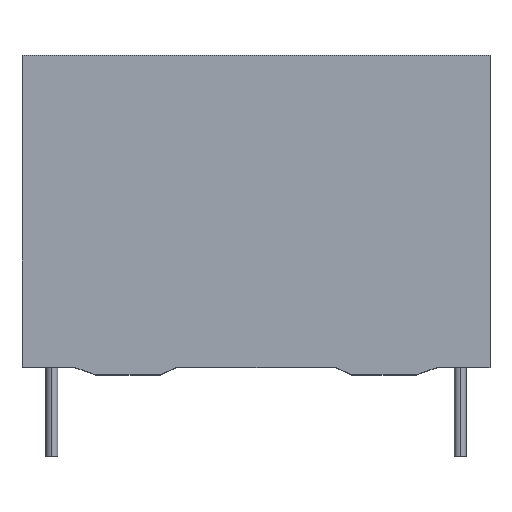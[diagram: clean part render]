
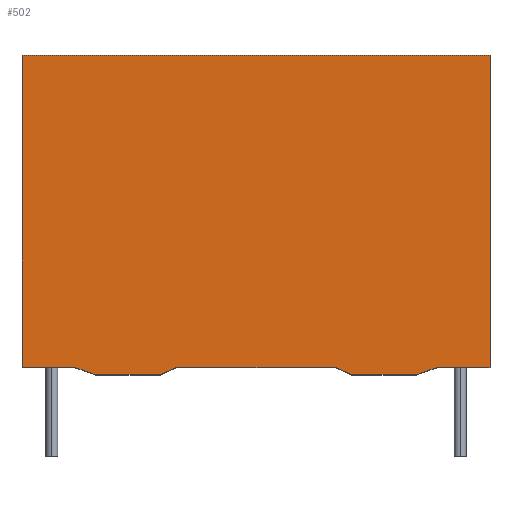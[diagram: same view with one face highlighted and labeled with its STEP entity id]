
A CAD part, top view. The second image highlights one B-rep face of the part: STEP entity #502.
In plain terms, the highlighted planar face has unit normal (0, 0, 1).
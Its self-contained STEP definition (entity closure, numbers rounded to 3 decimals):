
#12 = EDGE_CURVE ( 'NONE', #463, #990, #243, .T. ) ;
#19 = EDGE_CURVE ( 'NONE', #379, #699, #945, .T. ) ;
#25 = CARTESIAN_POINT ( 'NONE',  ( 15.75, 10.75, 6.25 ) ) ;
#33 = VECTOR ( 'NONE', #300, 1000. ) ;
#44 = EDGE_CURVE ( 'NONE', #82, #711, #842, .T. ) ;
#82 = VERTEX_POINT ( 'NONE', #881 ) ;
#102 = CARTESIAN_POINT ( 'NONE',  ( 15.75, -10.75, 6.25 ) ) ;
#111 = VECTOR ( 'NONE', #114, 1000. ) ;
#114 = DIRECTION ( 'NONE',  ( 0., -1., 0. ) ) ;
#124 = DIRECTION ( 'NONE',  ( 0., -1., 0. ) ) ;
#125 = CARTESIAN_POINT ( 'NONE',  ( -10.805, -10.75, 6.25 ) ) ;
#131 = CARTESIAN_POINT ( 'NONE',  ( -15.75, -10.25, 6.25 ) ) ;
#176 = LINE ( 'NONE', #681, #642 ) ;
#210 = VERTEX_POINT ( 'NONE', #125 ) ;
#212 = AXIS2_PLACEMENT_3D ( 'NONE', #340, #1003, #437 ) ;
#243 = LINE ( 'NONE', #431, #522 ) ;
#252 = EDGE_CURVE ( 'NONE', #943, #332, #856, .T. ) ;
#254 = CARTESIAN_POINT ( 'NONE',  ( 15.75, -10.25, 6.25 ) ) ;
#262 = DIRECTION ( 'NONE',  ( 0.941, 0.338, 0. ) ) ;
#290 = EDGE_CURVE ( 'NONE', #990, #82, #508, .T. ) ;
#292 = CARTESIAN_POINT ( 'NONE',  ( 15.75, -10.25, 6.25 ) ) ;
#300 = DIRECTION ( 'NONE',  ( 1., 0., 0. ) ) ;
#304 = CARTESIAN_POINT ( 'NONE',  ( 5.863, -16.744, 6.25 ) ) ;
#326 = LINE ( 'NONE', #857, #111 ) ;
#332 = VERTEX_POINT ( 'NONE', #887 ) ;
#340 = CARTESIAN_POINT ( 'NONE',  ( 15.75, 10.75, 6.25 ) ) ;
#351 = ORIENTED_EDGE ( 'NONE', *, *, #12, .T. ) ;
#354 = PLANE ( 'NONE',  #212 ) ;
#356 = ORIENTED_EDGE ( 'NONE', *, *, #568, .T. ) ;
#366 = VECTOR ( 'NONE', #843, 1000. ) ;
#374 = EDGE_LOOP ( 'NONE', ( #356, #891, #771, #590, #674, #596, #528, #777, #351, #772, #743, #633 ) ) ;
#379 = VERTEX_POINT ( 'NONE', #890 ) ;
#394 = VECTOR ( 'NONE', #124, 1000. ) ;
#431 = CARTESIAN_POINT ( 'NONE',  ( 20.037, 1.445, 6.25 ) ) ;
#437 = DIRECTION ( 'NONE',  ( 0., 1., 0. ) ) ;
#462 = CARTESIAN_POINT ( 'NONE',  ( 10.805, -10.75, 6.25 ) ) ;
#463 = VERTEX_POINT ( 'NONE', #503 ) ;
#467 = LINE ( 'NONE', #102, #687 ) ;
#493 = CARTESIAN_POINT ( 'NONE',  ( 6.43, -10.75, 6.25 ) ) ;
#502 = ADVANCED_FACE ( 'NONE', ( #718 ), #354, .F. ) ;
#503 = CARTESIAN_POINT ( 'NONE',  ( -6.43, -10.75, 6.25 ) ) ;
#504 = EDGE_CURVE ( 'NONE', #852, #711, #176, .T. ) ;
#508 = LINE ( 'NONE', #292, #929 ) ;
#522 = VECTOR ( 'NONE', #1011, 1000. ) ;
#526 = LINE ( 'NONE', #1046, #33 ) ;
#528 = ORIENTED_EDGE ( 'NONE', *, *, #1025, .T. ) ;
#548 = VERTEX_POINT ( 'NONE', #588 ) ;
#568 = EDGE_CURVE ( 'NONE', #852, #649, #996, .T. ) ;
#570 = CARTESIAN_POINT ( 'NONE',  ( 15.75, 10.75, 6.25 ) ) ;
#588 = CARTESIAN_POINT ( 'NONE',  ( -15.75, 10.75, 6.25 ) ) ;
#590 = ORIENTED_EDGE ( 'NONE', *, *, #697, .T. ) ;
#593 = EDGE_CURVE ( 'NONE', #548, #943, #326, .T. ) ;
#596 = ORIENTED_EDGE ( 'NONE', *, *, #252, .T. ) ;
#608 = DIRECTION ( 'NONE',  ( 1., 0., 0. ) ) ;
#633 = ORIENTED_EDGE ( 'NONE', *, *, #504, .F. ) ;
#639 = VECTOR ( 'NONE', #906, 1000. ) ;
#642 = VECTOR ( 'NONE', #916, 1000. ) ;
#649 = VERTEX_POINT ( 'NONE', #661 ) ;
#661 = CARTESIAN_POINT ( 'NONE',  ( 12.195, -10.25, 6.25 ) ) ;
#674 = ORIENTED_EDGE ( 'NONE', *, *, #593, .T. ) ;
#676 = CARTESIAN_POINT ( 'NONE',  ( 22.03, -6.713, 6.25 ) ) ;
#681 = CARTESIAN_POINT ( 'NONE',  ( 15.75, -10.75, 6.25 ) ) ;
#687 = VECTOR ( 'NONE', #1013, 1000. ) ;
#692 = VECTOR ( 'NONE', #961, 1000. ) ;
#697 = EDGE_CURVE ( 'NONE', #379, #548, #812, .T. ) ;
#699 = VERTEX_POINT ( 'NONE', #254 ) ;
#711 = VERTEX_POINT ( 'NONE', #493 ) ;
#715 = DIRECTION ( 'NONE',  ( 1., 0., 0. ) ) ;
#718 = FACE_OUTER_BOUND ( 'NONE', #374, .T. ) ;
#743 = ORIENTED_EDGE ( 'NONE', *, *, #44, .T. ) ;
#757 = CARTESIAN_POINT ( 'NONE',  ( 5.947, -10.527, 6.25 ) ) ;
#771 = ORIENTED_EDGE ( 'NONE', *, *, #19, .F. ) ;
#772 = ORIENTED_EDGE ( 'NONE', *, *, #290, .T. ) ;
#774 = EDGE_CURVE ( 'NONE', #463, #210, #467, .T. ) ;
#777 = ORIENTED_EDGE ( 'NONE', *, *, #774, .F. ) ;
#778 = CARTESIAN_POINT ( 'NONE',  ( 15.75, -10.25, 6.25 ) ) ;
#783 = VECTOR ( 'NONE', #262, 1000. ) ;
#796 = CARTESIAN_POINT ( 'NONE',  ( -5.345, -10.25, 6.25 ) ) ;
#805 = VECTOR ( 'NONE', #608, 1000. ) ;
#812 = LINE ( 'NONE', #570, #639 ) ;
#842 = LINE ( 'NONE', #757, #366 ) ;
#843 = DIRECTION ( 'NONE',  ( 0.908, -0.418, 0. ) ) ;
#852 = VERTEX_POINT ( 'NONE', #462 ) ;
#856 = LINE ( 'NONE', #778, #805 ) ;
#857 = CARTESIAN_POINT ( 'NONE',  ( -15.75, 10.75, 6.25 ) ) ;
#881 = CARTESIAN_POINT ( 'NONE',  ( 5.345, -10.25, 6.25 ) ) ;
#887 = CARTESIAN_POINT ( 'NONE',  ( -12.195, -10.25, 6.25 ) ) ;
#890 = CARTESIAN_POINT ( 'NONE',  ( 15.75, 10.75, 6.25 ) ) ;
#891 = ORIENTED_EDGE ( 'NONE', *, *, #951, .T. ) ;
#906 = DIRECTION ( 'NONE',  ( -1., 0., 0. ) ) ;
#907 = LINE ( 'NONE', #304, #692 ) ;
#916 = DIRECTION ( 'NONE',  ( -1., 0., 0. ) ) ;
#929 = VECTOR ( 'NONE', #715, 1000. ) ;
#943 = VERTEX_POINT ( 'NONE', #131 ) ;
#945 = LINE ( 'NONE', #25, #394 ) ;
#951 = EDGE_CURVE ( 'NONE', #649, #699, #526, .T. ) ;
#961 = DIRECTION ( 'NONE',  ( 0.941, -0.338, 0. ) ) ;
#990 = VERTEX_POINT ( 'NONE', #796 ) ;
#996 = LINE ( 'NONE', #676, #783 ) ;
#1003 = DIRECTION ( 'NONE',  ( 0., 0., -1. ) ) ;
#1011 = DIRECTION ( 'NONE',  ( 0.908, 0.418, 0. ) ) ;
#1013 = DIRECTION ( 'NONE',  ( -1., 0., 0. ) ) ;
#1025 = EDGE_CURVE ( 'NONE', #332, #210, #907, .T. ) ;
#1046 = CARTESIAN_POINT ( 'NONE',  ( 15.75, -10.25, 6.25 ) ) ;
